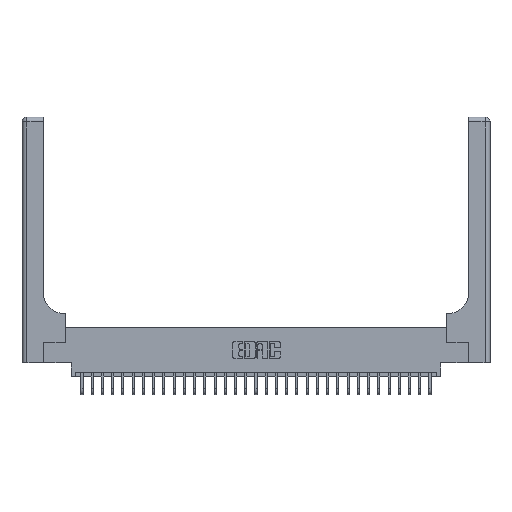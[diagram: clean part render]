
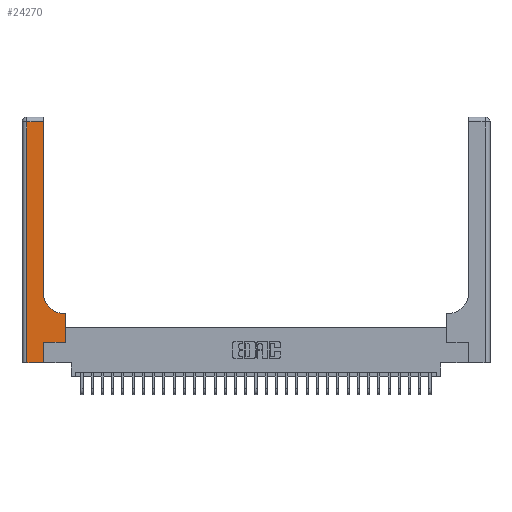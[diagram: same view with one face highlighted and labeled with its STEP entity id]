
A CAD part, top view. The second image highlights one B-rep face of the part: STEP entity #24270.
In plain terms, the highlighted planar face has unit normal (0, 0, 1).
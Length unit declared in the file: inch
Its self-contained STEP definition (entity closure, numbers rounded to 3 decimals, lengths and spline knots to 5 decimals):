
#80 = CARTESIAN_POINT ( 'NONE',  ( 0.26, 0.6, 0.37 ) ) ;
#772 = FACE_OUTER_BOUND ( 'NONE', #2475, .T. ) ;
#1118 = DIRECTION ( 'NONE',  ( 0., 1., 0. ) ) ;
#1417 = VECTOR ( 'NONE', #11974, 39.37008 ) ;
#1692 = CIRCLE ( 'NONE', #19428, 0.25 ) ;
#1819 = VERTEX_POINT ( 'NONE', #8463 ) ;
#2290 = CARTESIAN_POINT ( 'NONE',  ( 0.528, 0.25, 0.37 ) ) ;
#2475 = EDGE_LOOP ( 'NONE', ( #29380, #12383, #8707, #10112, #5414, #29484, #22151, #17694, #20203 ) ) ;
#3358 = LINE ( 'NONE', #29705, #30658 ) ;
#3476 = EDGE_CURVE ( 'NONE', #5712, #1819, #3358, .T. ) ;
#3883 = VECTOR ( 'NONE', #11992, 39.37008 ) ;
#3940 = CARTESIAN_POINT ( 'NONE',  ( 0.06, 2.94, 0.37 ) ) ;
#5414 = ORIENTED_EDGE ( 'NONE', *, *, #3476, .T. ) ;
#5712 = VERTEX_POINT ( 'NONE', #23137 ) ;
#6867 = DIRECTION ( 'NONE',  ( 1., 0., 0. ) ) ;
#6937 = VECTOR ( 'NONE', #21825, 39.37008 ) ;
#8463 = CARTESIAN_POINT ( 'NONE',  ( 0.265, 0.25, 0.37 ) ) ;
#8601 = CARTESIAN_POINT ( 'NONE',  ( 0.26, 3., 0.37 ) ) ;
#8648 = EDGE_CURVE ( 'NONE', #16367, #25130, #1692, .T. ) ;
#8707 = ORIENTED_EDGE ( 'NONE', *, *, #20831, .T. ) ;
#9063 = CARTESIAN_POINT ( 'NONE',  ( 0.528, 0.25, 0.37 ) ) ;
#9213 = EDGE_CURVE ( 'NONE', #1819, #21675, #30911, .T. ) ;
#9524 = AXIS2_PLACEMENT_3D ( 'NONE', #12205, #19489, #12831 ) ;
#10112 = ORIENTED_EDGE ( 'NONE', *, *, #11989, .T. ) ;
#10121 = VERTEX_POINT ( 'NONE', #15787 ) ;
#10196 = CARTESIAN_POINT ( 'NONE',  ( 0.51, 0.85, 0.37 ) ) ;
#10510 = CARTESIAN_POINT ( 'NONE',  ( 0., 2.94, 0.37 ) ) ;
#10827 = LINE ( 'NONE', #10510, #19045 ) ;
#11303 = LINE ( 'NONE', #30810, #12055 ) ;
#11523 = CARTESIAN_POINT ( 'NONE',  ( 0.06, 3., 0.37 ) ) ;
#11819 = LINE ( 'NONE', #80, #3883 ) ;
#11974 = DIRECTION ( 'NONE',  ( 0., 1., 0. ) ) ;
#11989 = EDGE_CURVE ( 'NONE', #29330, #5712, #11303, .T. ) ;
#11992 = DIRECTION ( 'NONE',  ( -1., 0., 0. ) ) ;
#12055 = VECTOR ( 'NONE', #6867, 39.37008 ) ;
#12205 = CARTESIAN_POINT ( 'NONE',  ( 0., 3., 0.37 ) ) ;
#12383 = ORIENTED_EDGE ( 'NONE', *, *, #13522, .T. ) ;
#12831 = DIRECTION ( 'NONE',  ( -1., 0., 0. ) ) ;
#13476 = CARTESIAN_POINT ( 'NONE',  ( 0.265, 0.25, 0.37 ) ) ;
#13522 = EDGE_CURVE ( 'NONE', #10121, #23760, #10827, .T. ) ;
#15787 = CARTESIAN_POINT ( 'NONE',  ( 0.26, 2.94, 0.37 ) ) ;
#16203 = DIRECTION ( 'NONE',  ( 0., 1., 0. ) ) ;
#16367 = VERTEX_POINT ( 'NONE', #29247 ) ;
#17694 = ORIENTED_EDGE ( 'NONE', *, *, #19963, .T. ) ;
#18366 = CARTESIAN_POINT ( 'NONE',  ( 0.06, 0., 0.37 ) ) ;
#18582 = LINE ( 'NONE', #8601, #28127 ) ;
#18954 = VECTOR ( 'NONE', #23169, 39.37008 ) ;
#19043 = EDGE_CURVE ( 'NONE', #25130, #10121, #18582, .T. ) ;
#19045 = VECTOR ( 'NONE', #20330, 39.37008 ) ;
#19393 = DIRECTION ( 'NONE',  ( 0., 0., -1. ) ) ;
#19428 = AXIS2_PLACEMENT_3D ( 'NONE', #10196, #19393, #29557 ) ;
#19489 = DIRECTION ( 'NONE',  ( 0., 0., -1. ) ) ;
#19963 = EDGE_CURVE ( 'NONE', #21088, #16367, #11819, .T. ) ;
#20203 = ORIENTED_EDGE ( 'NONE', *, *, #8648, .T. ) ;
#20330 = DIRECTION ( 'NONE',  ( -1., 0., 0. ) ) ;
#20831 = EDGE_CURVE ( 'NONE', #23760, #29330, #31037, .T. ) ;
#21088 = VERTEX_POINT ( 'NONE', #30381 ) ;
#21675 = VERTEX_POINT ( 'NONE', #9063 ) ;
#21825 = DIRECTION ( 'NONE',  ( 0., -1., 0. ) ) ;
#21955 = CARTESIAN_POINT ( 'NONE',  ( 0.26, 0.85, 0.37 ) ) ;
#22151 = ORIENTED_EDGE ( 'NONE', *, *, #22607, .T. ) ;
#22607 = EDGE_CURVE ( 'NONE', #21675, #21088, #24029, .T. ) ;
#23137 = CARTESIAN_POINT ( 'NONE',  ( 0.265, 0., 0.37 ) ) ;
#23169 = DIRECTION ( 'NONE',  ( 1., 0., 0. ) ) ;
#23760 = VERTEX_POINT ( 'NONE', #3940 ) ;
#24029 = LINE ( 'NONE', #2290, #1417 ) ;
#24270 = ADVANCED_FACE ( 'NONE', ( #772 ), #24419, .F. ) ;
#24419 = PLANE ( 'NONE',  #9524 ) ;
#25130 = VERTEX_POINT ( 'NONE', #21955 ) ;
#28127 = VECTOR ( 'NONE', #16203, 39.37008 ) ;
#29247 = CARTESIAN_POINT ( 'NONE',  ( 0.51, 0.6, 0.37 ) ) ;
#29330 = VERTEX_POINT ( 'NONE', #18366 ) ;
#29380 = ORIENTED_EDGE ( 'NONE', *, *, #19043, .T. ) ;
#29484 = ORIENTED_EDGE ( 'NONE', *, *, #9213, .T. ) ;
#29557 = DIRECTION ( 'NONE',  ( 1., 0., 0. ) ) ;
#29705 = CARTESIAN_POINT ( 'NONE',  ( 0.265, 0., 0.37 ) ) ;
#30381 = CARTESIAN_POINT ( 'NONE',  ( 0.528, 0.6, 0.37 ) ) ;
#30658 = VECTOR ( 'NONE', #1118, 39.37008 ) ;
#30810 = CARTESIAN_POINT ( 'NONE',  ( 0., 0., 0.37 ) ) ;
#30911 = LINE ( 'NONE', #13476, #18954 ) ;
#31037 = LINE ( 'NONE', #11523, #6937 ) ;
